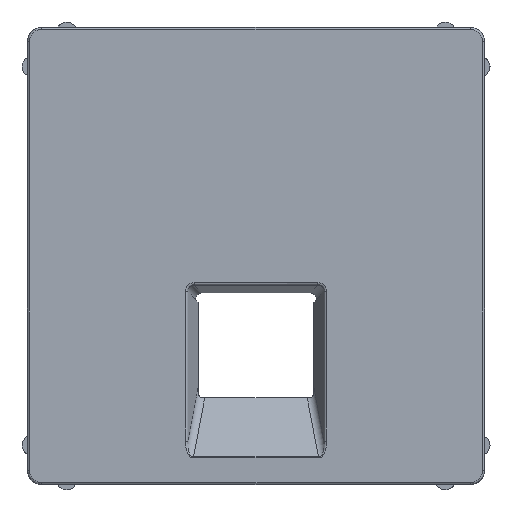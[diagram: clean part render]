
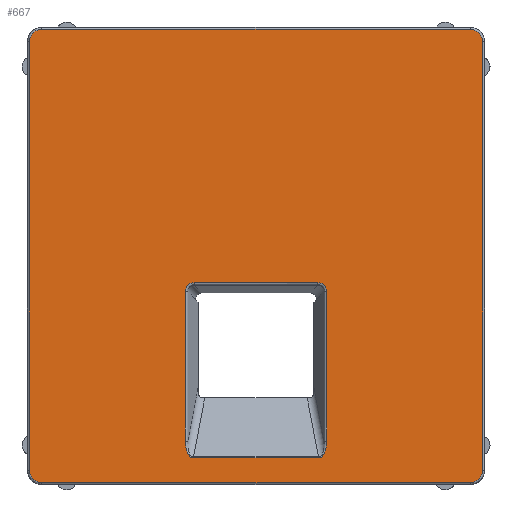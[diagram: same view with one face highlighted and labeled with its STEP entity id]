
A CAD part, top view. The second image highlights one B-rep face of the part: STEP entity #667.
In plain terms, the highlighted planar face has unit normal (0, 0, 1).
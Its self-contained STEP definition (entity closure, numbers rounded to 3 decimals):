
#497=AXIS2_PLACEMENT_3D('Plane Axis2P3D',#494,#495,#496) ;
#494=CARTESIAN_POINT('Axis2P3D Location',(0.,0.,11.2)) ;
#500=CARTESIAN_POINT('Control Point',(24.9,-26.339,11.2)) ;
#501=CARTESIAN_POINT('Control Point',(25.352,-26.339,11.2)) ;
#502=CARTESIAN_POINT('Control Point',(25.804,-26.162,11.2)) ;
#503=CARTESIAN_POINT('Control Point',(26.162,-25.804,11.2)) ;
#504=CARTESIAN_POINT('Control Point',(26.339,-25.352,11.2)) ;
#505=CARTESIAN_POINT('Control Point',(26.339,-24.9,11.2)) ;
#506=CARTESIAN_POINT('Vertex',(24.9,-26.339,11.2)) ;
#508=CARTESIAN_POINT('Vertex',(26.339,-24.9,11.2)) ;
#511=CARTESIAN_POINT('Line Origine',(26.339,0.,11.2)) ;
#515=CARTESIAN_POINT('Vertex',(26.339,24.9,11.2)) ;
#519=CARTESIAN_POINT('Control Point',(26.339,24.9,11.2)) ;
#520=CARTESIAN_POINT('Control Point',(26.339,25.352,11.2)) ;
#521=CARTESIAN_POINT('Control Point',(26.162,25.804,11.2)) ;
#522=CARTESIAN_POINT('Control Point',(25.804,26.162,11.2)) ;
#523=CARTESIAN_POINT('Control Point',(25.352,26.339,11.2)) ;
#524=CARTESIAN_POINT('Control Point',(24.9,26.339,11.2)) ;
#525=CARTESIAN_POINT('Vertex',(24.9,26.339,11.2)) ;
#528=CARTESIAN_POINT('Line Origine',(0.,26.339,11.2)) ;
#532=CARTESIAN_POINT('Vertex',(-24.9,26.339,11.2)) ;
#536=CARTESIAN_POINT('Control Point',(-24.9,26.339,11.2)) ;
#537=CARTESIAN_POINT('Control Point',(-25.352,26.339,11.2)) ;
#538=CARTESIAN_POINT('Control Point',(-25.804,26.162,11.2)) ;
#539=CARTESIAN_POINT('Control Point',(-26.162,25.804,11.2)) ;
#540=CARTESIAN_POINT('Control Point',(-26.339,25.352,11.2)) ;
#541=CARTESIAN_POINT('Control Point',(-26.339,24.9,11.2)) ;
#542=CARTESIAN_POINT('Vertex',(-26.339,24.9,11.2)) ;
#545=CARTESIAN_POINT('Line Origine',(-26.339,0.,11.2)) ;
#549=CARTESIAN_POINT('Vertex',(-26.339,-24.9,11.2)) ;
#553=CARTESIAN_POINT('Control Point',(-26.339,-24.9,11.2)) ;
#554=CARTESIAN_POINT('Control Point',(-26.339,-25.352,11.2)) ;
#555=CARTESIAN_POINT('Control Point',(-26.162,-25.804,11.2)) ;
#556=CARTESIAN_POINT('Control Point',(-25.804,-26.162,11.2)) ;
#557=CARTESIAN_POINT('Control Point',(-25.352,-26.339,11.2)) ;
#558=CARTESIAN_POINT('Control Point',(-24.9,-26.339,11.2)) ;
#559=CARTESIAN_POINT('Vertex',(-24.9,-26.339,11.2)) ;
#562=CARTESIAN_POINT('Line Origine',(0.,-26.339,11.2)) ;
#577=CARTESIAN_POINT('Line Origine',(0.,-3.107,11.2)) ;
#581=CARTESIAN_POINT('Vertex',(-7.187,-3.107,11.2)) ;
#583=CARTESIAN_POINT('Vertex',(7.187,-3.107,11.2)) ;
#587=CARTESIAN_POINT('Control Point',(7.187,-3.107,11.2)) ;
#588=CARTESIAN_POINT('Control Point',(7.51,-3.107,11.2)) ;
#589=CARTESIAN_POINT('Control Point',(7.839,-3.215,11.2)) ;
#590=CARTESIAN_POINT('Control Point',(8.113,-3.488,11.2)) ;
#591=CARTESIAN_POINT('Control Point',(8.22,-3.818,11.2)) ;
#592=CARTESIAN_POINT('Control Point',(8.22,-4.141,11.2)) ;
#593=CARTESIAN_POINT('Vertex',(8.22,-4.141,11.2)) ;
#596=CARTESIAN_POINT('Line Origine',(8.22,0.,11.2)) ;
#600=CARTESIAN_POINT('Vertex',(8.22,-21.515,11.2)) ;
#604=CARTESIAN_POINT('Control Point',(8.22,-21.515,11.2)) ;
#605=CARTESIAN_POINT('Control Point',(8.22,-21.777,11.2)) ;
#606=CARTESIAN_POINT('Control Point',(8.204,-22.039,11.2)) ;
#607=CARTESIAN_POINT('Control Point',(8.167,-22.3,11.2)) ;
#608=CARTESIAN_POINT('Control Point',(8.081,-22.687,11.2)) ;
#609=CARTESIAN_POINT('Control Point',(7.902,-23.045,11.2)) ;
#610=CARTESIAN_POINT('Control Point',(7.832,-23.156,11.2)) ;
#611=CARTESIAN_POINT('Control Point',(7.691,-23.322,11.2)) ;
#612=CARTESIAN_POINT('Control Point',(7.5,-23.431,11.2)) ;
#613=CARTESIAN_POINT('Control Point',(7.421,-23.46,11.2)) ;
#614=CARTESIAN_POINT('Control Point',(7.338,-23.474,11.2)) ;
#615=CARTESIAN_POINT('Control Point',(7.256,-23.474,11.2)) ;
#616=CARTESIAN_POINT('Vertex',(7.256,-23.474,11.2)) ;
#619=CARTESIAN_POINT('Line Origine',(0.,-23.474,11.2)) ;
#623=CARTESIAN_POINT('Vertex',(-7.256,-23.474,11.2)) ;
#627=CARTESIAN_POINT('Control Point',(-8.22,-21.515,11.2)) ;
#628=CARTESIAN_POINT('Control Point',(-8.22,-21.777,11.2)) ;
#629=CARTESIAN_POINT('Control Point',(-8.204,-22.039,11.2)) ;
#630=CARTESIAN_POINT('Control Point',(-8.167,-22.3,11.2)) ;
#631=CARTESIAN_POINT('Control Point',(-8.081,-22.687,11.2)) ;
#632=CARTESIAN_POINT('Control Point',(-7.902,-23.045,11.2)) ;
#633=CARTESIAN_POINT('Control Point',(-7.832,-23.156,11.2)) ;
#634=CARTESIAN_POINT('Control Point',(-7.691,-23.322,11.2)) ;
#635=CARTESIAN_POINT('Control Point',(-7.5,-23.431,11.2)) ;
#636=CARTESIAN_POINT('Control Point',(-7.421,-23.46,11.2)) ;
#637=CARTESIAN_POINT('Control Point',(-7.338,-23.474,11.2)) ;
#638=CARTESIAN_POINT('Control Point',(-7.256,-23.474,11.2)) ;
#639=CARTESIAN_POINT('Vertex',(-8.22,-21.515,11.2)) ;
#642=CARTESIAN_POINT('Line Origine',(-8.22,0.,11.2)) ;
#646=CARTESIAN_POINT('Vertex',(-8.22,-4.141,11.2)) ;
#650=CARTESIAN_POINT('Control Point',(-7.187,-3.107,11.2)) ;
#651=CARTESIAN_POINT('Control Point',(-7.51,-3.107,11.2)) ;
#652=CARTESIAN_POINT('Control Point',(-7.839,-3.215,11.2)) ;
#653=CARTESIAN_POINT('Control Point',(-8.113,-3.488,11.2)) ;
#654=CARTESIAN_POINT('Control Point',(-8.22,-3.818,11.2)) ;
#655=CARTESIAN_POINT('Control Point',(-8.22,-4.141,11.2)) ;
#495=DIRECTION('Axis2P3D Direction',(0.,0.,1.)) ;
#496=DIRECTION('Axis2P3D XDirection',(1.,0.,0.)) ;
#512=DIRECTION('Vector Direction',(0.,1.,0.)) ;
#529=DIRECTION('Vector Direction',(1.,0.,0.)) ;
#546=DIRECTION('Vector Direction',(0.,1.,0.)) ;
#563=DIRECTION('Vector Direction',(1.,0.,0.)) ;
#578=DIRECTION('Vector Direction',(1.,0.,0.)) ;
#597=DIRECTION('Vector Direction',(0.,1.,0.)) ;
#620=DIRECTION('Vector Direction',(1.,0.,0.)) ;
#643=DIRECTION('Vector Direction',(0.,1.,0.)) ;
#513=VECTOR('Line Direction',#512,1.) ;
#530=VECTOR('Line Direction',#529,1.) ;
#547=VECTOR('Line Direction',#546,1.) ;
#564=VECTOR('Line Direction',#563,1.) ;
#579=VECTOR('Line Direction',#578,1.) ;
#598=VECTOR('Line Direction',#597,1.) ;
#621=VECTOR('Line Direction',#620,1.) ;
#644=VECTOR('Line Direction',#643,1.) ;
#568=ORIENTED_EDGE('',*,*,#510,.T.) ;
#569=ORIENTED_EDGE('',*,*,#517,.T.) ;
#570=ORIENTED_EDGE('',*,*,#527,.T.) ;
#571=ORIENTED_EDGE('',*,*,#534,.T.) ;
#572=ORIENTED_EDGE('',*,*,#544,.T.) ;
#573=ORIENTED_EDGE('',*,*,#551,.T.) ;
#574=ORIENTED_EDGE('',*,*,#561,.T.) ;
#575=ORIENTED_EDGE('',*,*,#566,.T.) ;
#658=ORIENTED_EDGE('',*,*,#585,.T.) ;
#659=ORIENTED_EDGE('',*,*,#595,.F.) ;
#660=ORIENTED_EDGE('',*,*,#602,.F.) ;
#661=ORIENTED_EDGE('',*,*,#618,.F.) ;
#662=ORIENTED_EDGE('',*,*,#625,.T.) ;
#663=ORIENTED_EDGE('',*,*,#641,.T.) ;
#664=ORIENTED_EDGE('',*,*,#648,.T.) ;
#665=ORIENTED_EDGE('',*,*,#656,.T.) ;
#666=FACE_BOUND('',#657,.T.) ;
#667=ADVANCED_FACE('PartBody',(#576,#666),#498,.T.) ;
#499=B_SPLINE_CURVE_WITH_KNOTS('',5,(#500,#501,#502,#503,#504,#505),.UNSPECIFIED.,.F.,.U.,(6,6),(6.781,9.041),.UNSPECIFIED.) ;
#518=B_SPLINE_CURVE_WITH_KNOTS('',5,(#519,#520,#521,#522,#523,#524),.UNSPECIFIED.,.F.,.U.,(6,6),(0.,2.26),.UNSPECIFIED.) ;
#535=B_SPLINE_CURVE_WITH_KNOTS('',5,(#536,#537,#538,#539,#540,#541),.UNSPECIFIED.,.F.,.U.,(6,6),(2.26,4.52),.UNSPECIFIED.) ;
#552=B_SPLINE_CURVE_WITH_KNOTS('',5,(#553,#554,#555,#556,#557,#558),.UNSPECIFIED.,.F.,.U.,(6,6),(4.52,6.781),.UNSPECIFIED.) ;
#586=B_SPLINE_CURVE_WITH_KNOTS('',5,(#587,#588,#589,#590,#591,#592),.UNSPECIFIED.,.F.,.U.,(6,6),(3.607,5.637),.UNSPECIFIED.) ;
#603=B_SPLINE_CURVE_WITH_KNOTS('',5,(#604,#605,#606,#607,#608,#609,#610,#611,#612,#613,#614,#615),.UNSPECIFIED.,.F.,.U.,(6,3,3,6),(7.163,8.968,9.838,10.357),.UNSPECIFIED.) ;
#626=B_SPLINE_CURVE_WITH_KNOTS('',5,(#627,#628,#629,#630,#631,#632,#633,#634,#635,#636,#637,#638),.UNSPECIFIED.,.F.,.U.,(6,3,3,6),(7.163,8.968,9.838,10.357),.UNSPECIFIED.) ;
#649=B_SPLINE_CURVE_WITH_KNOTS('',5,(#650,#651,#652,#653,#654,#655),.UNSPECIFIED.,.F.,.U.,(6,6),(3.607,5.637),.UNSPECIFIED.) ;
#510=EDGE_CURVE('',#507,#509,#499,.T.) ;
#517=EDGE_CURVE('',#509,#516,#514,.T.) ;
#527=EDGE_CURVE('',#516,#526,#518,.T.) ;
#534=EDGE_CURVE('',#526,#533,#531,.F.) ;
#544=EDGE_CURVE('',#533,#543,#535,.T.) ;
#551=EDGE_CURVE('',#543,#550,#548,.F.) ;
#561=EDGE_CURVE('',#550,#560,#552,.T.) ;
#566=EDGE_CURVE('',#560,#507,#565,.T.) ;
#585=EDGE_CURVE('',#582,#584,#580,.T.) ;
#595=EDGE_CURVE('',#594,#584,#586,.F.) ;
#602=EDGE_CURVE('',#601,#594,#599,.T.) ;
#618=EDGE_CURVE('',#617,#601,#603,.F.) ;
#625=EDGE_CURVE('',#617,#624,#622,.F.) ;
#641=EDGE_CURVE('',#624,#640,#626,.F.) ;
#648=EDGE_CURVE('',#640,#647,#645,.T.) ;
#656=EDGE_CURVE('',#647,#582,#649,.F.) ;
#567=EDGE_LOOP('',(#568,#569,#570,#571,#572,#573,#574,#575)) ;
#657=EDGE_LOOP('',(#658,#659,#660,#661,#662,#663,#664,#665)) ;
#576=FACE_OUTER_BOUND('',#567,.T.) ;
#514=LINE('Line',#511,#513) ;
#531=LINE('Line',#528,#530) ;
#548=LINE('Line',#545,#547) ;
#565=LINE('Line',#562,#564) ;
#580=LINE('Line',#577,#579) ;
#599=LINE('Line',#596,#598) ;
#622=LINE('Line',#619,#621) ;
#645=LINE('Line',#642,#644) ;
#498=PLANE('',#497) ;
#507=VERTEX_POINT('',#506) ;
#509=VERTEX_POINT('',#508) ;
#516=VERTEX_POINT('',#515) ;
#526=VERTEX_POINT('',#525) ;
#533=VERTEX_POINT('',#532) ;
#543=VERTEX_POINT('',#542) ;
#550=VERTEX_POINT('',#549) ;
#560=VERTEX_POINT('',#559) ;
#582=VERTEX_POINT('',#581) ;
#584=VERTEX_POINT('',#583) ;
#594=VERTEX_POINT('',#593) ;
#601=VERTEX_POINT('',#600) ;
#617=VERTEX_POINT('',#616) ;
#624=VERTEX_POINT('',#623) ;
#640=VERTEX_POINT('',#639) ;
#647=VERTEX_POINT('',#646) ;
